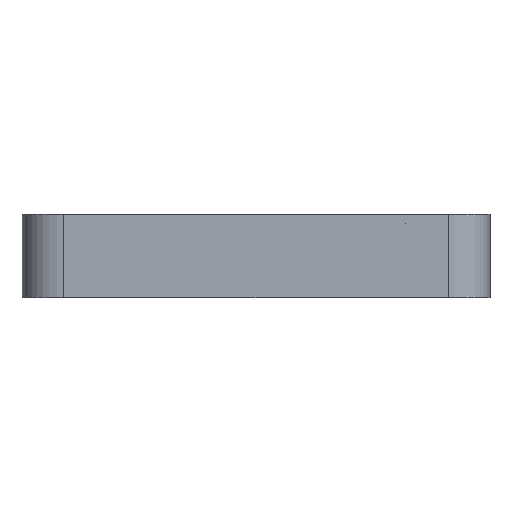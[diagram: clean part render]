
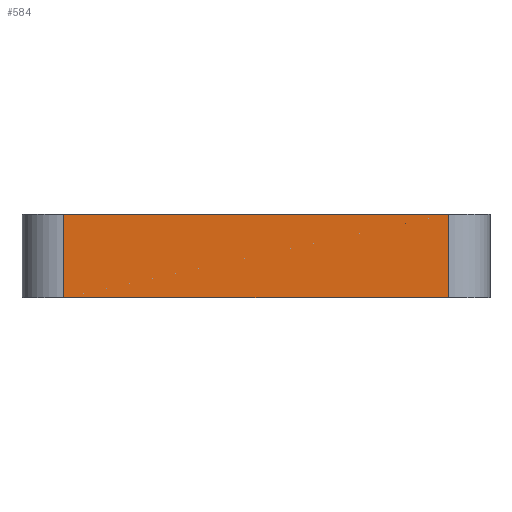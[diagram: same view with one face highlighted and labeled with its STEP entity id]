
A CAD part, left-side view. The second image highlights one B-rep face of the part: STEP entity #584.
In plain terms, the highlighted planar face has unit normal (-1, 0, 0).
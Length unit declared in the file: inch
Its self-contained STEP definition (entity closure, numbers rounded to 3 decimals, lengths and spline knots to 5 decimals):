
#18 = DIRECTION ( 'NONE',  ( 0., 0., 1. ) ) ;
#25 = VECTOR ( 'NONE', #18, 39.37008 ) ;
#34 = EDGE_CURVE ( 'NONE', #662, #574, #463, .T. ) ;
#40 = CARTESIAN_POINT ( 'NONE',  ( -0.44094, -0.44094, 0.07874 ) ) ;
#43 = VECTOR ( 'NONE', #51, 39.37008 ) ;
#51 = DIRECTION ( 'NONE',  ( 0., -1., 0. ) ) ;
#67 = DIRECTION ( 'NONE',  ( 0., -1., 0. ) ) ;
#79 = ORIENTED_EDGE ( 'NONE', *, *, #34, .T. ) ;
#127 = ORIENTED_EDGE ( 'NONE', *, *, #689, .T. ) ;
#138 = LINE ( 'NONE', #364, #323 ) ;
#172 = CARTESIAN_POINT ( 'NONE',  ( -0.44094, -0.44094, -0.07874 ) ) ;
#247 = LINE ( 'NONE', #782, #25 ) ;
#255 = EDGE_LOOP ( 'NONE', ( #450, #127, #365, #79 ) ) ;
#323 = VECTOR ( 'NONE', #67, 39.37008 ) ;
#329 = VECTOR ( 'NONE', #390, 39.37008 ) ;
#342 = FACE_OUTER_BOUND ( 'NONE', #255, .T. ) ;
#346 = CARTESIAN_POINT ( 'NONE',  ( -0.44094, -0.3622, -0.07874 ) ) ;
#353 = VERTEX_POINT ( 'NONE', #395 ) ;
#364 = CARTESIAN_POINT ( 'NONE',  ( -0.44094, -0.44094, 0.07874 ) ) ;
#365 = ORIENTED_EDGE ( 'NONE', *, *, #749, .F. ) ;
#390 = DIRECTION ( 'NONE',  ( 0., 0., -1. ) ) ;
#395 = CARTESIAN_POINT ( 'NONE',  ( -0.44094, -0.3622, 0.07874 ) ) ;
#407 = EDGE_CURVE ( 'NONE', #574, #555, #593, .T. ) ;
#450 = ORIENTED_EDGE ( 'NONE', *, *, #407, .T. ) ;
#462 = CARTESIAN_POINT ( 'NONE',  ( -0.44094, 0.3622, -0.07874 ) ) ;
#463 = LINE ( 'NONE', #704, #329 ) ;
#531 = DIRECTION ( 'NONE',  ( 1., 0., 0. ) ) ;
#555 = VERTEX_POINT ( 'NONE', #346 ) ;
#574 = VERTEX_POINT ( 'NONE', #462 ) ;
#584 = ADVANCED_FACE ( 'NONE', ( #342 ), #587, .F. ) ;
#587 = PLANE ( 'NONE',  #630 ) ;
#593 = LINE ( 'NONE', #172, #43 ) ;
#630 = AXIS2_PLACEMENT_3D ( 'NONE', #40, #531, #769 ) ;
#662 = VERTEX_POINT ( 'NONE', #726 ) ;
#689 = EDGE_CURVE ( 'NONE', #555, #353, #247, .T. ) ;
#704 = CARTESIAN_POINT ( 'NONE',  ( -0.44094, 0.3622, 0.07874 ) ) ;
#726 = CARTESIAN_POINT ( 'NONE',  ( -0.44094, 0.3622, 0.07874 ) ) ;
#749 = EDGE_CURVE ( 'NONE', #662, #353, #138, .T. ) ;
#769 = DIRECTION ( 'NONE',  ( 0., 0., -1. ) ) ;
#782 = CARTESIAN_POINT ( 'NONE',  ( -0.44094, -0.3622, 0.07874 ) ) ;
